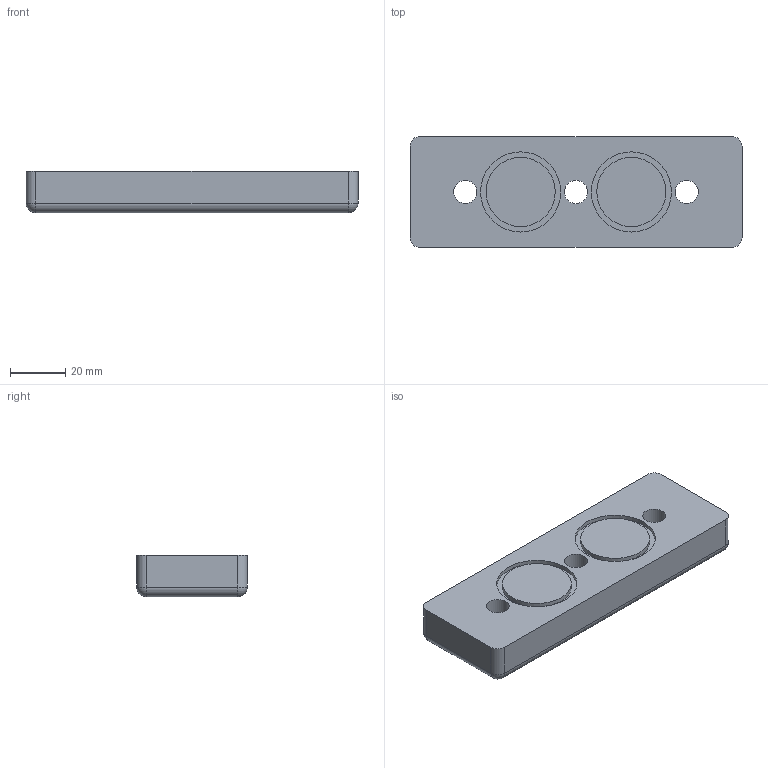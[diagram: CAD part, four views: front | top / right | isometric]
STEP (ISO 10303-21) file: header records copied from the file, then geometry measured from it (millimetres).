
FILE_DESCRIPTION((''),'2;1');
FILE_NAME('SD0123N.stp','2009-08-10T15:15:00',('teddy iii'),(''),'Autodesk Inventor 11','Autodesk Inventor 11','');
FILE_SCHEMA(('AUTOMOTIVE_DESIGN { 1 0 10303 214 1 1 1 1 }'));
Length unit declared in the file: millimetre
Products named in the file (1): SD0123N
Bounding box: 120 x 40 x 15 mm (x, y, z)
Volume: 64752.8 mm3; surface area: 15735.1 mm2
Topology: 1 solids, 1 shells, 35 faces, 70 edges, 40 vertices
Faces by surface type: cylinder 12, plane 10, bspline 9, sphere 4
Full cylindrical faces by diameter (mm): 25 x2, 29 x2
Entity records: 943 total; most frequent: CARTESIAN_POINT 243, DIRECTION 146, ORIENTED_EDGE 112, AXIS2_PLACEMENT_3D 63, EDGE_LOOP 58, EDGE_CURVE 56, VERTEX_POINT 40, CIRCLE 36
